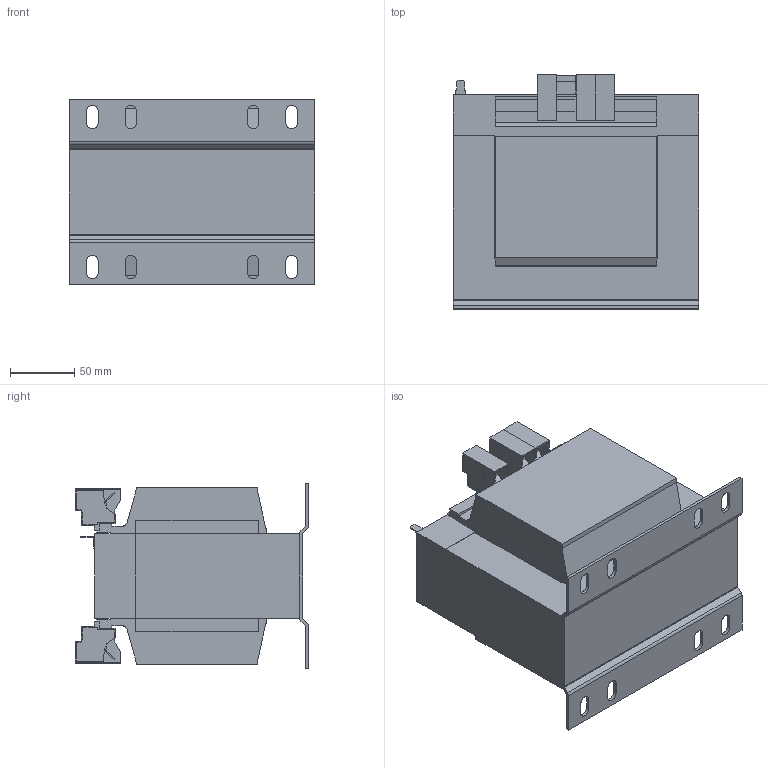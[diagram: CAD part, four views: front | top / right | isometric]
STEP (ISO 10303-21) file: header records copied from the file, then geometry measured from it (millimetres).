
FILE_DESCRIPTION (( 'STEP AP214' ), '1' );
FILE_NAME ('177287.STEP', '2023-07-12T12:58:09', ( '' ), ( '' ), 'SwSTEP 2.0', 'SolidWorks 2018', '' );
FILE_SCHEMA (( 'AUTOMOTIVE_DESIGN' ));
Length unit declared in the file: millimetre
Products named in the file (1): 177287
Bounding box: 192 x 182.62 x 145 mm (x, y, z)
Volume: 3132022.4 mm3; surface area: 262222.3 mm2
Topology: 1 solids, 1 shells, 555 faces, 1683 edges, 1130 vertices
Faces by surface type: plane 465, cylinder 90
Entity records: 18771 total; most frequent: CARTESIAN_POINT 3369, ORIENTED_EDGE 3366, DIRECTION 2975, EDGE_CURVE 1683, VECTOR 1503, LINE 1503, VERTEX_POINT 1130, AXIS2_PLACEMENT_3D 736
